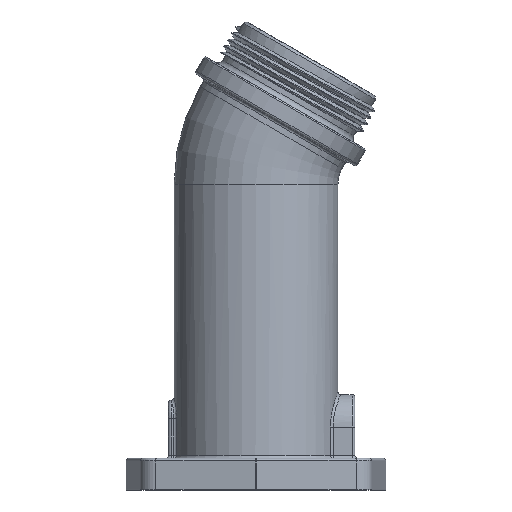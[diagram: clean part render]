
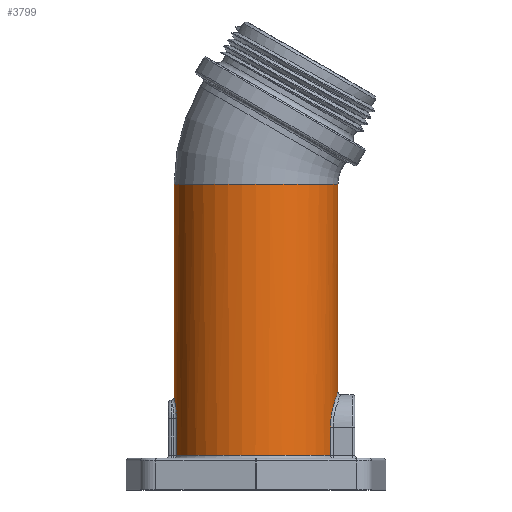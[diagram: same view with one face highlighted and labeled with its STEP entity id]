
A CAD part, left-side view. The second image highlights one B-rep face of the part: STEP entity #3799.
In plain terms, the highlighted cylindrical face has radius 46.038 mm (diameter 92.075 mm), a partial arc.
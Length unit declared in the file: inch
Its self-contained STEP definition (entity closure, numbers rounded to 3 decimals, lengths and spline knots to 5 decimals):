
#231=CARTESIAN_POINT('',(0.,-1.8125,
2.2175));
#248=DIRECTION('',(0.,0.,-1.));
#249=VECTOR('',#248,4.71925);
#250=CARTESIAN_POINT('',(0.,1.8125,6.8125));
#251=LINE('',#250,#249);
#691=CARTESIAN_POINT('',(0.,0.,0.812));
#692=DIRECTION('',(0.,0.,1.));
#693=DIRECTION('',(-0.25,0.968,0.));
#694=AXIS2_PLACEMENT_3D('',#691,#692,#693);
#696=DIRECTION('',(0.,0.,-1.));
#697=VECTOR('',#696,0.813);
#698=CARTESIAN_POINT('',(-0.45276,1.75504,1.625));
#699=LINE('',#698,#697);
#700=CARTESIAN_POINT('',(0.,1.8125,2.09325));
#701=CARTESIAN_POINT('',(-0.03255,1.8125,2.09324));
#702=CARTESIAN_POINT('',(-0.09675,1.81079,2.08624));
#703=CARTESIAN_POINT('',(-0.19301,1.803,2.05292));
#704=CARTESIAN_POINT('',(-0.2801,1.79135,1.99797));
#705=CARTESIAN_POINT('',(-0.35452,1.77791,1.9228));
#706=CARTESIAN_POINT('',(-0.41062,1.76558,1.83192));
#707=CARTESIAN_POINT('',(-0.44519,1.75702,1.72999));
#708=CARTESIAN_POINT('',(-0.45275,1.75505,1.66057));
#709=CARTESIAN_POINT('',(-0.45276,1.75504,1.625));
#711=CARTESIAN_POINT('',(0.,0.,6.8125));
#712=DIRECTION('',(0.,0.,-1.));
#713=DIRECTION('',(0.,-1.,0.));
#714=AXIS2_PLACEMENT_3D('',#711,#712,#713);
#716=DIRECTION('',(0.,0.,-1.));
#717=VECTOR('',#716,4.595);
#718=CARTESIAN_POINT('',(0.,-1.8125,6.8125));
#719=LINE('',#718,#717);
#720=CARTESIAN_POINT('',(-0.7542,-1.64813,
1.4375));
#721=CARTESIAN_POINT('',(-0.75419,-1.64814,
1.4869));
#722=CARTESIAN_POINT('',(-0.74532,-1.65224,
1.58494));
#723=CARTESIAN_POINT('',(-0.70365,-1.6707,
1.73231));
#724=CARTESIAN_POINT('',(-0.63253,-1.69936,
1.87222));
#725=CARTESIAN_POINT('',(-0.53339,-1.73354,
1.99673));
#726=CARTESIAN_POINT('',(-0.41296,-1.76645,
2.09644));
#727=CARTESIAN_POINT('',(-0.28021,-1.79249,
2.16695));
#728=CARTESIAN_POINT('',(-0.14096,-1.80884,
2.20847));
#729=CARTESIAN_POINT('',(-0.04721,-1.8125,
2.21749));
#730=CARTESIAN_POINT('',(0.,-1.8125,
2.2175));
#732=DIRECTION('',(0.,0.,1.));
#733=VECTOR('',#732,0.6255);
#734=CARTESIAN_POINT('',(-0.7542,-1.64813,0.812));
#735=LINE('',#734,#733);
#2629=CARTESIAN_POINT('',(0.,1.8125,6.8125));
#2630=CARTESIAN_POINT('',(0.,-1.8125,6.8125));
#2631=VERTEX_POINT('',#2629);
#2632=VERTEX_POINT('',#2630);
#2656=VERTEX_POINT('',#700);
#2657=VERTEX_POINT('',#709);
#2666=VERTEX_POINT('',#231);
#2669=VERTEX_POINT('',#720);
#2748=CARTESIAN_POINT('',(-0.45276,1.75504,0.812));
#2749=VERTEX_POINT('',#2748);
#2752=CARTESIAN_POINT('',(-0.7542,-1.64813,0.812));
#2753=VERTEX_POINT('',#2752);
#3780=CARTESIAN_POINT('',(0.,0.,6.8125));
#3781=DIRECTION('',(0.,0.,-1.));
#3782=DIRECTION('',(0.,1.,0.));
#3783=AXIS2_PLACEMENT_3D('',#3780,#3781,#3782);
#3784=CYLINDRICAL_SURFACE('',#3783,1.8125);
#3785=ORIENTED_EDGE('',*,*,#3773,.F.);
#3786=ORIENTED_EDGE('',*,*,#3749,.F.);
#3788=ORIENTED_EDGE('',*,*,#3787,.F.);
#3789=ORIENTED_EDGE('',*,*,#3196,.F.);
#3791=ORIENTED_EDGE('',*,*,#3790,.F.);
#3792=ORIENTED_EDGE('',*,*,#3192,.T.);
#3794=ORIENTED_EDGE('',*,*,#3793,.F.);
#3796=ORIENTED_EDGE('',*,*,#3795,.F.);
#3797=EDGE_LOOP('',(#3785,#3786,#3788,#3789,#3791,#3792,#3794,#3796));
#3798=FACE_OUTER_BOUND('',#3797,.F.);
#695=CIRCLE('',#694,1.8125);
#710=B_SPLINE_CURVE_WITH_KNOTS('',3,(#700,#701,#702,#703,#704,#705,#706,#707,
#708,#709),.UNSPECIFIED.,.F.,.F.,(4,1,1,1,1,1,1,4),(0.,0.14286,
0.28571,0.42857,0.57143,0.71429,
0.85714,1.),.UNSPECIFIED.);
#715=CIRCLE('',#714,1.8125);
#731=B_SPLINE_CURVE_WITH_KNOTS('',3,(#720,#721,#722,#723,#724,#725,#726,#727,
#728,#729,#730),.UNSPECIFIED.,.F.,.F.,(4,1,1,1,1,1,1,1,4),(0.,0.125,0.25,
0.375,0.5,0.625,0.75,0.875,1.),.UNSPECIFIED.);
#3192=EDGE_CURVE('',#2632,#2666,#719,.T.);
#3196=EDGE_CURVE('',#2631,#2656,#251,.T.);
#3749=EDGE_CURVE('',#2657,#2749,#699,.T.);
#3773=EDGE_CURVE('',#2749,#2753,#695,.T.);
#3787=EDGE_CURVE('',#2656,#2657,#710,.T.);
#3790=EDGE_CURVE('',#2632,#2631,#715,.T.);
#3793=EDGE_CURVE('',#2669,#2666,#731,.T.);
#3795=EDGE_CURVE('',#2753,#2669,#735,.T.);
#3799=ADVANCED_FACE('',(#3798),#3784,.T.);
